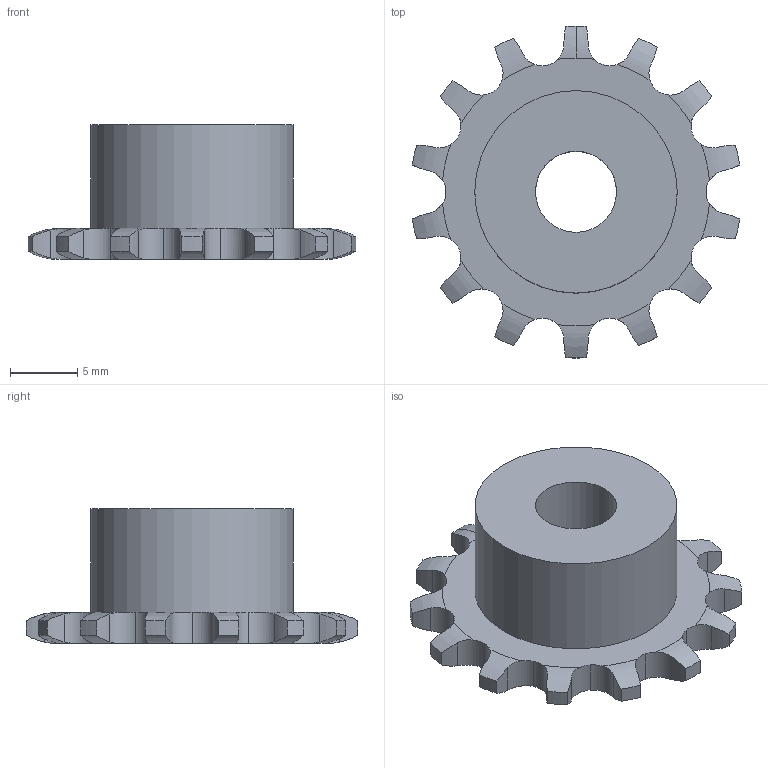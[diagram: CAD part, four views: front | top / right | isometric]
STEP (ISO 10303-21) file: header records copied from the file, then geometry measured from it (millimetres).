
FILE_DESCRIPTION(('FreeCAD Model'),'2;1');
FILE_NAME('Open CASCADE Shape Model','2021-02-24T18:58:43',('Author'),( ''),'Open CASCADE STEP processor 7.4','FreeCAD','Unknown');
FILE_SCHEMA(('AUTOMOTIVE_DESIGN { 1 0 10303 214 1 1 1 1 }'));
Length unit declared in the file: millimetre
Products named in the file (1): Hole
Bounding box: 24.27 x 24.6 x 10 mm (x, y, z)
Volume: 1900.2 mm3; surface area: 1454.9 mm2
Topology: 1 solids, 1 shells, 133 faces, 390 edges, 260 vertices
Faces by surface type: cylinder 72, plane 31, revolution 30
Full cylindrical faces by diameter (mm): 6 x1, 15 x1
Entity records: 12793 total; most frequent: CARTESIAN_POINT 5588, DIRECTION 1181, ORIENTED_EDGE 780, PCURVE 780, DEFINITIONAL_REPRESENTATION 780, LINE 594, VECTOR 594, EDGE_CURVE 390
